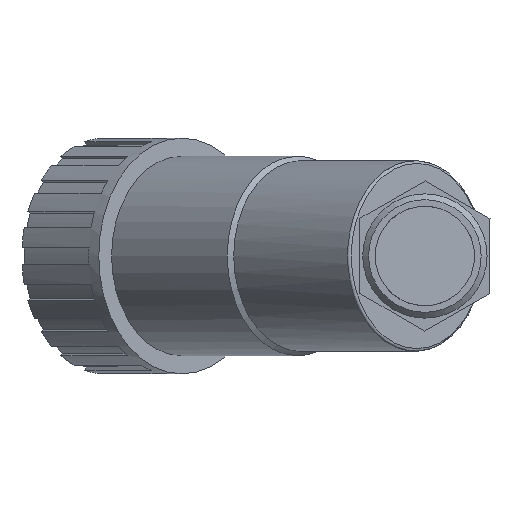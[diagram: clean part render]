
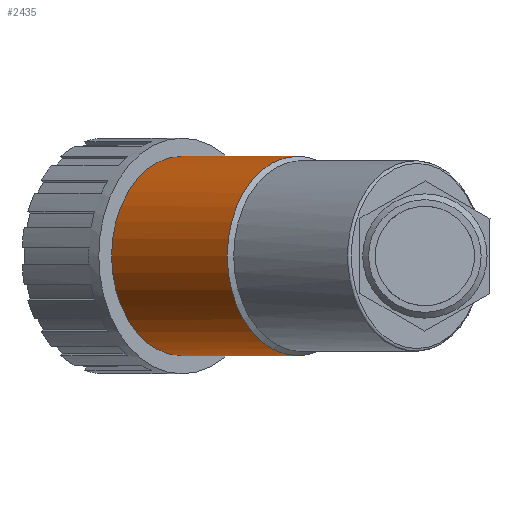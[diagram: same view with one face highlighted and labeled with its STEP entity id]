
A CAD part, left-side view. The second image highlights one B-rep face of the part: STEP entity #2435.
In plain terms, the highlighted cylindrical face has radius 38.362 mm (diameter 76.725 mm), a full revolution.
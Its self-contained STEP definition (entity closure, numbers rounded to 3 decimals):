
#506=CYLINDRICAL_SURFACE('',#2666,38.363);
#520=FACE_BOUND('',#880,.T.);
#736=FACE_OUTER_BOUND('',#879,.T.);
#879=EDGE_LOOP('',(#2152,#2153));
#880=EDGE_LOOP('',(#2154));
#1037=CIRCLE('',#2661,38.363);
#1038=CIRCLE('',#2667,38.363);
#1061=B_SPLINE_CURVE_WITH_KNOTS('',3,(#4127,#4128,#4129,#4130,#4131,#4132,
#4133,#4134,#4135,#4136),.UNSPECIFIED.,.F.,.F.,(4,2,2,2,4),(4.203,
4.651,5.129,5.608,6.055),
 .UNSPECIFIED.);
#1232=VERTEX_POINT('',#4000);
#1234=VERTEX_POINT('',#4009);
#1237=VERTEX_POINT('',#4137);
#1554=EDGE_CURVE('',#1232,#1234,#1037,.T.);
#1559=EDGE_CURVE('',#1232,#1234,#1061,.T.);
#1560=EDGE_CURVE('',#1237,#1237,#1038,.T.);
#2152=ORIENTED_EDGE('',*,*,#1559,.F.);
#2153=ORIENTED_EDGE('',*,*,#1554,.T.);
#2154=ORIENTED_EDGE('',*,*,#1560,.F.);
#2435=ADVANCED_FACE('',(#736,#520),#506,.T.);
#2661=AXIS2_PLACEMENT_3D('',#4016,#3245,#3246);
#2666=AXIS2_PLACEMENT_3D('',#4126,#3255,#3256);
#2667=AXIS2_PLACEMENT_3D('',#4138,#3257,#3258);
#3245=DIRECTION('center_axis',(0.707,0.707,0.));
#3246=DIRECTION('ref_axis',(0.707,-0.707,0.));
#3255=DIRECTION('center_axis',(0.707,0.707,0.));
#3256=DIRECTION('ref_axis',(-0.707,0.707,0.));
#3257=DIRECTION('center_axis',(0.707,0.707,0.));
#3258=DIRECTION('ref_axis',(0.707,-0.707,0.));
#4000=CARTESIAN_POINT('',(38.458,22.374,-8.407));
#4009=CARTESIAN_POINT('',(38.458,22.374,8.407));
#4016=CARTESIAN_POINT('Origin',(11.991,48.841,0.));
#4126=CARTESIAN_POINT('Origin',(34.245,71.095,0.));
#4127=CARTESIAN_POINT('Ctrl Pts',(38.458,22.374,-8.407));
#4128=CARTESIAN_POINT('Ctrl Pts',(39.288,22.824,-7.211));
#4129=CARTESIAN_POINT('Ctrl Pts',(39.981,23.195,-5.929));
#4130=CARTESIAN_POINT('Ctrl Pts',(41.004,23.742,-3.127));
#4131=CARTESIAN_POINT('Ctrl Pts',(41.304,23.902,-1.595));
#4132=CARTESIAN_POINT('Ctrl Pts',(41.304,23.902,1.595));
#4133=CARTESIAN_POINT('Ctrl Pts',(41.004,23.742,3.127));
#4134=CARTESIAN_POINT('Ctrl Pts',(39.981,23.195,5.929));
#4135=CARTESIAN_POINT('Ctrl Pts',(39.288,22.824,7.211));
#4136=CARTESIAN_POINT('Ctrl Pts',(38.458,22.374,8.407));
#4137=CARTESIAN_POINT('',(29.373,120.476,0.));
#4138=CARTESIAN_POINT('Origin',(56.499,93.349,0.));
